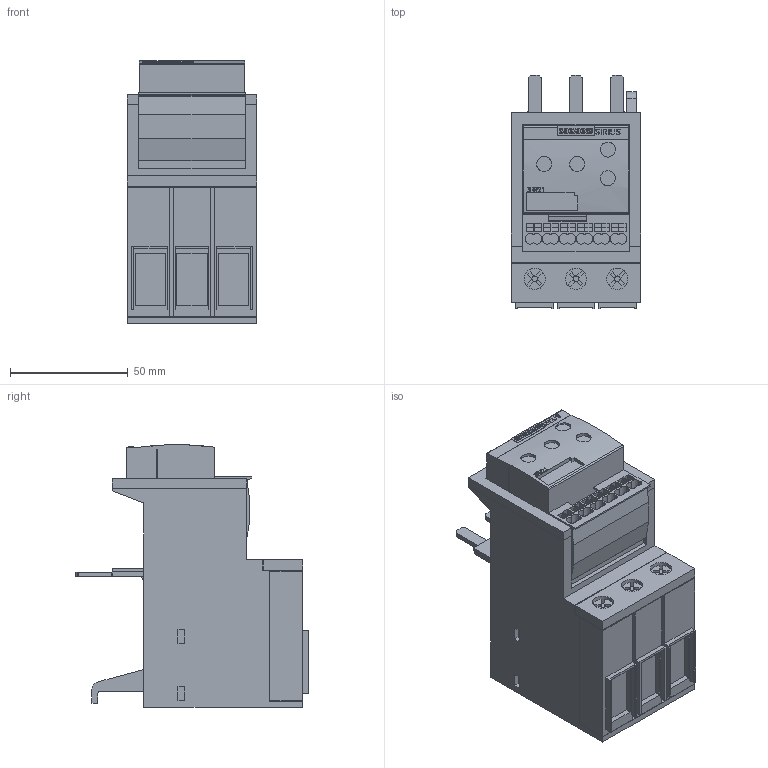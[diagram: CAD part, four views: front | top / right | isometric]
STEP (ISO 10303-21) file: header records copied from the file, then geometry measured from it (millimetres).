
FILE_DESCRIPTION(('STEP AP214'),'1');
FILE_NAME('cctmp_2587FA93-ACCB-42ED-AD76-1F2501C1AA92_2023_07_21_11_00_12_0202..stp','2023-07-21T09:00:13',('SIEMENS A&D'),('CADClick - www.CADClick.com'),'Spatial InterOp 3D postprocessed',' ','unknown authorization');
FILE_SCHEMA(('AUTOMOTIVE_DESIGN'));
Length unit declared in the file: millimetre
Products named in the file (1): 2023_07_21_11_00_12_0173
Bounding box: 55 x 98.9 x 111.3 mm (x, y, z)
Volume: 338681.9 mm3; surface area: 50209.4 mm2
Topology: 1 solids, 1 shells, 909 faces, 2553 edges, 1700 vertices
Faces by surface type: plane 764, cylinder 145
Entity records: 49146 total; most frequent: CARTESIAN_POINT 5473, STYLED_ITEM 5163, PRESENTATION_STYLE_ASSIGNMENT 5163, ORIENTED_EDGE 5106, DIRECTION 4768, EDGE_CURVE 2553, CURVE_STYLE 2553, DRAUGHTING_PRE_DEFINED_CURVE_FONT 2553
